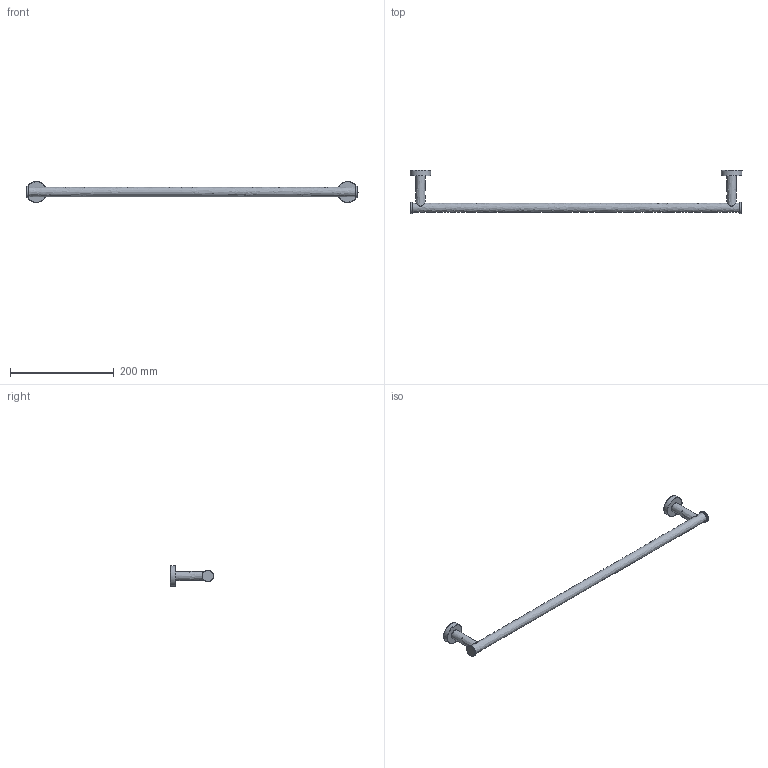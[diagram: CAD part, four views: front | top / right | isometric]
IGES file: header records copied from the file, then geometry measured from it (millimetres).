
Start section: C
Global section: file name: CBA07.igs; native system: By Siemens PLM Incorporated; preprocessor: XPlus GENERIC/IGES 18.0.17; author: Author; organization: Title; date: 20160315.111631; units: millimetre
Bounding box: 640 x 83 x 40 mm (x, y, z)
Volume: 144241.9 mm3; surface area: 73842.9 mm2
Topology: 9 solids, 9 shells, 91 faces, 198 edges, 126 vertices
Faces by surface type: bspline 91
